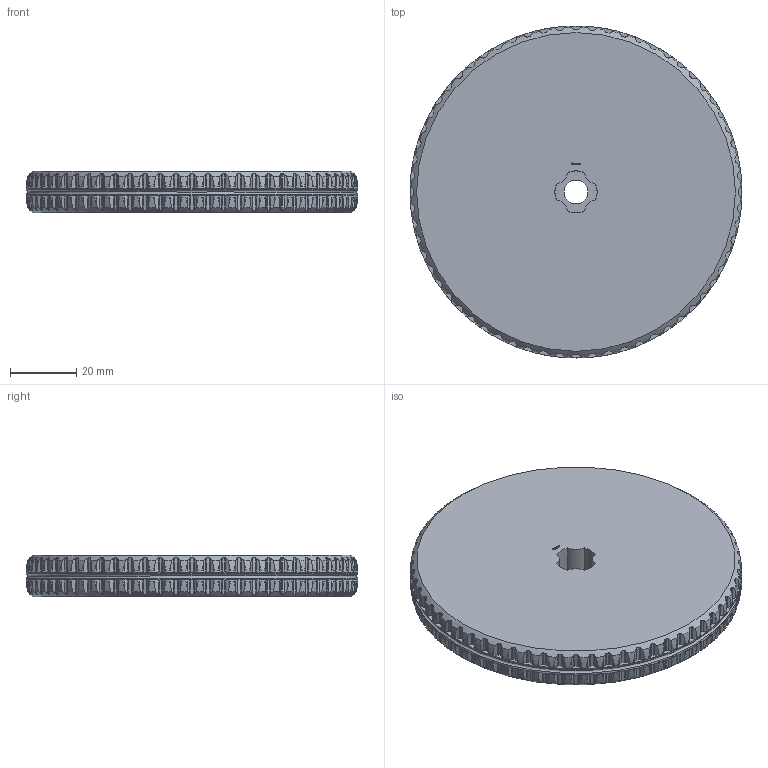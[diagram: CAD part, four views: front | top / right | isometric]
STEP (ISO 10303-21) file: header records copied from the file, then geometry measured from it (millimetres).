
FILE_DESCRIPTION(('FreeCAD Model'),'2;1');
FILE_NAME('Open CASCADE Shape Model','2024-12-31T23:16:34',(''),(''), 'Open CASCADE STEP processor 7.8','FreeCAD','Unknown');
FILE_SCHEMA(('AUTOMOTIVE_DESIGN { 1 0 10303 214 1 1 1 1 }'));
Products named in the file (1): Wheel GND TTRD PLN BU08.00x01.00 - SPN-WHL-0025 (stemfie.org)
Bounding box: 100 x 100 x 12.5 mm (x, y, z)
Volume: 93869 mm3; surface area: 21068.7 mm2
Topology: 1 solids, 1 shells, 1800 faces, 5222 edges, 3475 vertices
Faces by surface type: cylinder 784, plane 717, extrusion 136, torus 130, cone 33
Full cylindrical faces by diameter (mm): 2 x4, 7.2 x2, 100 x2
Entity records: 83661 total; most frequent: CARTESIAN_POINT 37250, ORIENTED_EDGE 10444, DIRECTION 8872, EDGE_CURVE 5222, VERTEX_POINT 3475, AXIS2_PLACEMENT_3D 3152, VECTOR 2568, LINE 2432
